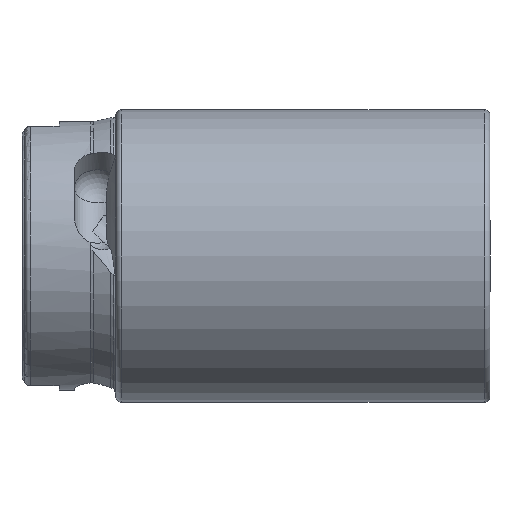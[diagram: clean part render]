
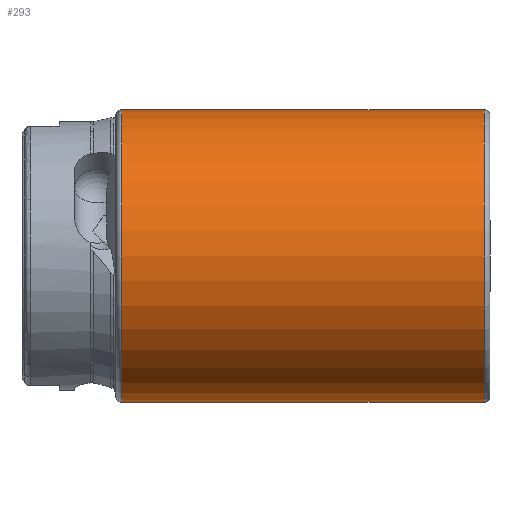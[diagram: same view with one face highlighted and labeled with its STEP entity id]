
A CAD part, front view. The second image highlights one B-rep face of the part: STEP entity #293.
In plain terms, the highlighted cylindrical face has radius 25 mm (diameter 50 mm), a full revolution.
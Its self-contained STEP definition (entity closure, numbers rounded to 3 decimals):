
#188 = DIRECTION ( 'NONE',  ( 1., 0., 0. ) ) ;
#293 = ADVANCED_FACE ( 'NONE', ( #815, #4001 ), #3263, .T. ) ;
#815 = FACE_OUTER_BOUND ( 'NONE', #3907, .T. ) ;
#975 = CIRCLE ( 'NONE', #3187, 25. ) ;
#2422 = CARTESIAN_POINT ( 'NONE',  ( -0.152, 0., 0. ) ) ;
#2623 = CARTESIAN_POINT ( 'NONE',  ( -0.152, 25., 0. ) ) ;
#2988 = DIRECTION ( 'NONE',  ( 1., 0., 0. ) ) ;
#3027 = DIRECTION ( 'NONE',  ( 0., 1., 0. ) ) ;
#3187 = AXIS2_PLACEMENT_3D ( 'NONE', #6627, #2988, #7222 ) ;
#3263 = CYLINDRICAL_SURFACE ( 'NONE', #7544, 25. ) ;
#3823 = ORIENTED_EDGE ( 'NONE', *, *, #7779, .F. ) ;
#3907 = EDGE_LOOP ( 'NONE', ( #4581 ) ) ;
#4001 = FACE_OUTER_BOUND ( 'NONE', #4612, .T. ) ;
#4581 = ORIENTED_EDGE ( 'NONE', *, *, #6597, .T. ) ;
#4612 = EDGE_LOOP ( 'NONE', ( #3823 ) ) ;
#4778 = VERTEX_POINT ( 'NONE', #2623 ) ;
#4980 = VERTEX_POINT ( 'NONE', #5016 ) ;
#5016 = CARTESIAN_POINT ( 'NONE',  ( -62.152, 25., 0. ) ) ;
#6146 = DIRECTION ( 'NONE',  ( 0., 1., 0. ) ) ;
#6597 = EDGE_CURVE ( 'NONE', #4980, #4980, #975, .T. ) ;
#6627 = CARTESIAN_POINT ( 'NONE',  ( -62.152, 0., 0. ) ) ;
#6661 = DIRECTION ( 'NONE',  ( 1., 0., 0. ) ) ;
#6842 = CARTESIAN_POINT ( 'NONE',  ( 10.435, 0., 0. ) ) ;
#6901 = CIRCLE ( 'NONE', #7080, 25. ) ;
#7080 = AXIS2_PLACEMENT_3D ( 'NONE', #2422, #6661, #3027 ) ;
#7222 = DIRECTION ( 'NONE',  ( 0., 1., 0. ) ) ;
#7544 = AXIS2_PLACEMENT_3D ( 'NONE', #6842, #188, #6146 ) ;
#7779 = EDGE_CURVE ( 'NONE', #4778, #4778, #6901, .T. ) ;
